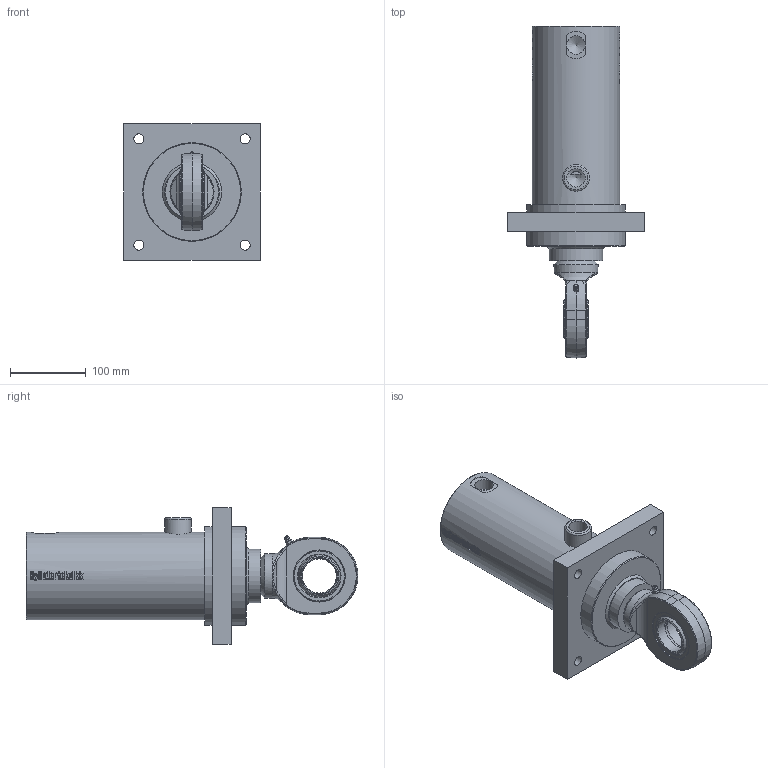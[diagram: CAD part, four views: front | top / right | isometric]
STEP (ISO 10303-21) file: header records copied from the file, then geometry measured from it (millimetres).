
FILE_DESCRIPTION((''),'2;1');
FILE_NAME('DVLF100_70.stp','2010-04-15T08:58:45',('tribel'),(''),'Autodesk Inventor 2009','Autodesk Inventor 2009','');
FILE_SCHEMA(('AUTOMOTIVE_DESIGN { 1 0 10303 214 1 1 1 1 }'));
Length unit declared in the file: millimetre
Products named in the file (5): DVLF100_70; DVLF100_70_body; DVLF100_70_stang; DVLF100_70_Parameters; K-WS45C
Assembly tree (4 placements, depth 2):
  DVLF100_70
    DVLF100_70_body
    DVLF100_70_stang
    DVLF100_70_Parameters
    K-WS45C
Bounding box: 180 x 437 x 180 mm (x, y, z)
Volume: 3586755.1 mm3; surface area: 378117.9 mm2
Topology: 3 solids, 4 shells, 652 faces, 1714 edges, 1119 vertices
Faces by surface type: plane 325, bspline 172, cylinder 90, cone 47, torus 14, sphere 4
Full cylindrical faces by diameter (mm): 3 x1, 3.571 x2, 4.4 x2, 5.5 x1, 5.6 x1, 6 x1, 35 x1, 45 x2, 58 x1, 60 x1, 68 x2, 70 x3, 100 x2, 115 x1, 130 x2
Entity records: 51327 total; most frequent: CARTESIAN_POINT 37006, ORIENTED_EDGE 3208, DIRECTION 2308, EDGE_CURVE 1606, VERTEX_POINT 1079, AXIS2_PLACEMENT_3D 824, EDGE_LOOP 790, VECTOR 660
